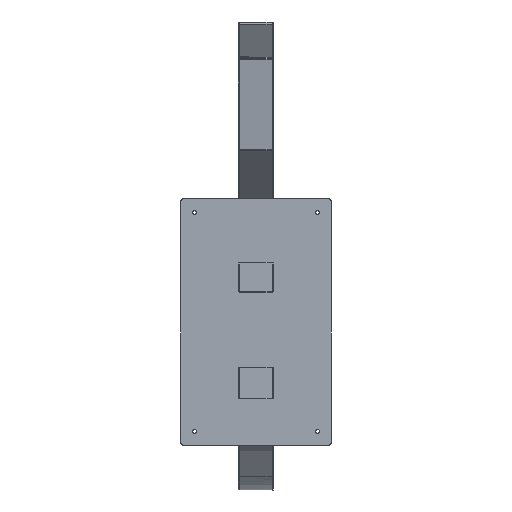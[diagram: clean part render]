
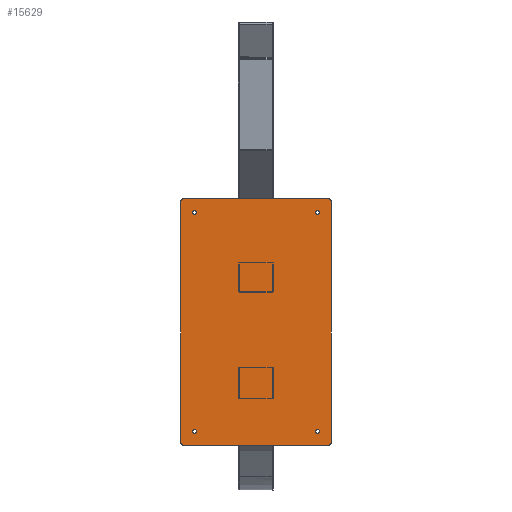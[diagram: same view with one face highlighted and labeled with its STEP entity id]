
A CAD part, front view. The second image highlights one B-rep face of the part: STEP entity #15629.
In plain terms, the highlighted free-form (B-spline) face has degree [1, 1] with [2, 2] control points.
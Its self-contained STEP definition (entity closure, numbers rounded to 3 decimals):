
#15158 = VERTEX_POINT('',#15159);
#15159 = CARTESIAN_POINT('',(156.335,-970.624,
    -619.411));
#15177 = EDGE_CURVE('',#15158,#15158,#15178,.T.);
#15178 = ( BOUNDED_CURVE() B_SPLINE_CURVE(2,(#15179,#15180,#15181,#15182
    ,#15183,#15184,#15185),.UNSPECIFIED.,.T.,.F.) 
B_SPLINE_CURVE_WITH_KNOTS((3,2,2,3),(3.142,5.236,
7.33,9.425),.PIECEWISE_BEZIER_KNOTS.) CURVE() 
GEOMETRIC_REPRESENTATION_ITEM() RATIONAL_B_SPLINE_CURVE((1.,0.5,1.,0.5,
1.,0.5,1.)) REPRESENTATION_ITEM('') );
#15179 = CARTESIAN_POINT('',(156.335,-970.624,
    -619.411));
#15180 = CARTESIAN_POINT('',(156.335,-970.624,
    -607.693));
#15181 = CARTESIAN_POINT('',(166.483,-970.624,
    -613.552));
#15182 = CARTESIAN_POINT('',(176.631,-970.624,
    -619.411));
#15183 = CARTESIAN_POINT('',(166.483,-970.624,
    -625.27));
#15184 = CARTESIAN_POINT('',(156.335,-970.624,
    -631.129));
#15185 = CARTESIAN_POINT('',(156.335,-970.624,
    -619.411));
#15210 = VERTEX_POINT('',#15211);
#15211 = CARTESIAN_POINT('',(-278.581,-970.624,
    153.772));
#15229 = EDGE_CURVE('',#15210,#15210,#15230,.T.);
#15230 = ( BOUNDED_CURVE() B_SPLINE_CURVE(2,(#15231,#15232,#15233,#15234
    ,#15235,#15236,#15237),.UNSPECIFIED.,.T.,.F.) 
B_SPLINE_CURVE_WITH_KNOTS((3,2,2,3),(3.142,5.236,
7.33,9.425),.PIECEWISE_BEZIER_KNOTS.) CURVE() 
GEOMETRIC_REPRESENTATION_ITEM() RATIONAL_B_SPLINE_CURVE((1.,0.5,1.,0.5,
1.,0.5,1.)) REPRESENTATION_ITEM('') );
#15231 = CARTESIAN_POINT('',(-278.581,-970.624,
    153.772));
#15232 = CARTESIAN_POINT('',(-278.581,-970.624,
    165.49));
#15233 = CARTESIAN_POINT('',(-268.433,-970.624,
    159.631));
#15234 = CARTESIAN_POINT('',(-258.285,-970.624,
    153.772));
#15235 = CARTESIAN_POINT('',(-268.433,-970.624,
    147.913));
#15236 = CARTESIAN_POINT('',(-278.581,-970.624,
    142.054));
#15237 = CARTESIAN_POINT('',(-278.581,-970.624,
    153.772));
#15262 = VERTEX_POINT('',#15263);
#15263 = CARTESIAN_POINT('',(156.335,-970.624,
    153.772));
#15281 = EDGE_CURVE('',#15262,#15262,#15282,.T.);
#15282 = ( BOUNDED_CURVE() B_SPLINE_CURVE(2,(#15283,#15284,#15285,#15286
    ,#15287,#15288,#15289),.UNSPECIFIED.,.T.,.F.) 
B_SPLINE_CURVE_WITH_KNOTS((3,2,2,3),(3.142,5.236,
7.33,9.425),.PIECEWISE_BEZIER_KNOTS.) CURVE() 
GEOMETRIC_REPRESENTATION_ITEM() RATIONAL_B_SPLINE_CURVE((1.,0.5,1.,0.5,
1.,0.5,1.)) REPRESENTATION_ITEM('') );
#15283 = CARTESIAN_POINT('',(156.335,-970.624,
    153.772));
#15284 = CARTESIAN_POINT('',(156.335,-970.624,
    165.49));
#15285 = CARTESIAN_POINT('',(166.483,-970.624,
    159.631));
#15286 = CARTESIAN_POINT('',(176.631,-970.624,
    153.772));
#15287 = CARTESIAN_POINT('',(166.483,-970.624,
    147.913));
#15288 = CARTESIAN_POINT('',(156.335,-970.624,
    142.054));
#15289 = CARTESIAN_POINT('',(156.335,-970.624,
    153.772));
#15314 = VERTEX_POINT('',#15315);
#15315 = CARTESIAN_POINT('',(-278.581,-970.624,
    -619.411));
#15333 = EDGE_CURVE('',#15314,#15314,#15334,.T.);
#15334 = ( BOUNDED_CURVE() B_SPLINE_CURVE(2,(#15335,#15336,#15337,#15338
    ,#15339,#15340,#15341),.UNSPECIFIED.,.T.,.F.) 
B_SPLINE_CURVE_WITH_KNOTS((3,2,2,3),(3.142,5.236,
7.33,9.425),.PIECEWISE_BEZIER_KNOTS.) CURVE() 
GEOMETRIC_REPRESENTATION_ITEM() RATIONAL_B_SPLINE_CURVE((1.,0.5,1.,0.5,
1.,0.5,1.)) REPRESENTATION_ITEM('') );
#15335 = CARTESIAN_POINT('',(-278.581,-970.624,
    -619.411));
#15336 = CARTESIAN_POINT('',(-278.581,-970.624,
    -607.693));
#15337 = CARTESIAN_POINT('',(-268.433,-970.624,
    -613.552));
#15338 = CARTESIAN_POINT('',(-258.285,-970.624,
    -619.411));
#15339 = CARTESIAN_POINT('',(-268.433,-970.624,
    -625.27));
#15340 = CARTESIAN_POINT('',(-278.581,-970.624,
    -631.129));
#15341 = CARTESIAN_POINT('',(-278.581,-970.624,
    -619.411));
#15365 = EDGE_CURVE('',#15366,#15368,#15370,.T.);
#15366 = VERTEX_POINT('',#15367);
#15367 = CARTESIAN_POINT('',(-320.139,-970.624,
    192.431));
#15368 = VERTEX_POINT('',#15369);
#15369 = CARTESIAN_POINT('',(-310.474,-970.624,
    202.096));
#15370 = ( BOUNDED_CURVE() B_SPLINE_CURVE(2,(#15371,#15372,#15373),
.UNSPECIFIED.,.F.,.F.) B_SPLINE_CURVE_WITH_KNOTS((3,3),(5.498,
7.069),.PIECEWISE_BEZIER_KNOTS.) CURVE() 
GEOMETRIC_REPRESENTATION_ITEM() RATIONAL_B_SPLINE_CURVE((1.,
0.707,1.)) REPRESENTATION_ITEM('') );
#15371 = CARTESIAN_POINT('',(-320.139,-970.624,
    192.431));
#15372 = CARTESIAN_POINT('',(-320.139,-970.624,
    202.096));
#15373 = CARTESIAN_POINT('',(-310.474,-970.624,
    202.096));
#15414 = VERTEX_POINT('',#15415);
#15415 = CARTESIAN_POINT('',(-320.139,-970.624,
    -658.07));
#15420 = EDGE_CURVE('',#15414,#15366,#15421,.T.);
#15421 = B_SPLINE_CURVE_WITH_KNOTS('',1,(#15422,#15423),.UNSPECIFIED.,
  .F.,.F.,(2,2),(10.,890.),.PIECEWISE_BEZIER_KNOTS.);
#15422 = CARTESIAN_POINT('',(-320.139,-970.624,
    -658.07));
#15423 = CARTESIAN_POINT('',(-320.139,-970.624,
    192.431));
#15498 = EDGE_CURVE('',#15499,#15414,#15501,.T.);
#15499 = VERTEX_POINT('',#15500);
#15500 = CARTESIAN_POINT('',(-310.474,-970.624,
    -667.735));
#15501 = ( BOUNDED_CURVE() B_SPLINE_CURVE(2,(#15502,#15503,#15504),
.UNSPECIFIED.,.F.,.F.) B_SPLINE_CURVE_WITH_KNOTS((3,3),(5.498,
7.069),.PIECEWISE_BEZIER_KNOTS.) CURVE() 
GEOMETRIC_REPRESENTATION_ITEM() RATIONAL_B_SPLINE_CURVE((1.,
0.707,1.)) REPRESENTATION_ITEM('') );
#15502 = CARTESIAN_POINT('',(-310.474,-970.624,
    -667.735));
#15503 = CARTESIAN_POINT('',(-320.139,-970.624,
    -667.735));
#15504 = CARTESIAN_POINT('',(-320.139,-970.624,
    -658.07));
#15526 = VERTEX_POINT('',#15527);
#15527 = CARTESIAN_POINT('',(201.759,-970.624,
    -667.735));
#15532 = EDGE_CURVE('',#15526,#15499,#15533,.T.);
#15533 = B_SPLINE_CURVE_WITH_KNOTS('',1,(#15534,#15535),.UNSPECIFIED.,
  .F.,.F.,(2,2),(10.,540.),.PIECEWISE_BEZIER_KNOTS.);
#15534 = CARTESIAN_POINT('',(201.759,-970.624,
    -667.735));
#15535 = CARTESIAN_POINT('',(-310.474,-970.624,
    -667.735));
#15545 = EDGE_CURVE('',#15546,#15526,#15548,.T.);
#15546 = VERTEX_POINT('',#15547);
#15547 = CARTESIAN_POINT('',(211.424,-970.624,
    -658.07));
#15548 = ( BOUNDED_CURVE() B_SPLINE_CURVE(2,(#15549,#15550,#15551),
.UNSPECIFIED.,.F.,.F.) B_SPLINE_CURVE_WITH_KNOTS((3,3),(5.498,
7.069),.PIECEWISE_BEZIER_KNOTS.) CURVE() 
GEOMETRIC_REPRESENTATION_ITEM() RATIONAL_B_SPLINE_CURVE((1.,
0.707,1.)) REPRESENTATION_ITEM('') );
#15549 = CARTESIAN_POINT('',(211.424,-970.624,
    -658.07));
#15550 = CARTESIAN_POINT('',(211.424,-970.624,
    -667.735));
#15551 = CARTESIAN_POINT('',(201.759,-970.624,
    -667.735));
#15573 = VERTEX_POINT('',#15574);
#15574 = CARTESIAN_POINT('',(211.424,-970.624,
    192.431));
#15579 = EDGE_CURVE('',#15573,#15546,#15580,.T.);
#15580 = B_SPLINE_CURVE_WITH_KNOTS('',1,(#15581,#15582),.UNSPECIFIED.,
  .F.,.F.,(2,2),(10.,890.),.PIECEWISE_BEZIER_KNOTS.);
#15581 = CARTESIAN_POINT('',(211.424,-970.624,
    192.431));
#15582 = CARTESIAN_POINT('',(211.424,-970.624,
    -658.07));
#15592 = EDGE_CURVE('',#15593,#15573,#15595,.T.);
#15593 = VERTEX_POINT('',#15594);
#15594 = CARTESIAN_POINT('',(201.759,-970.624,
    202.096));
#15595 = ( BOUNDED_CURVE() B_SPLINE_CURVE(2,(#15596,#15597,#15598),
.UNSPECIFIED.,.F.,.F.) B_SPLINE_CURVE_WITH_KNOTS((3,3),(5.498,
7.069),.PIECEWISE_BEZIER_KNOTS.) CURVE() 
GEOMETRIC_REPRESENTATION_ITEM() RATIONAL_B_SPLINE_CURVE((1.,
0.707,1.)) REPRESENTATION_ITEM('') );
#15596 = CARTESIAN_POINT('',(201.759,-970.624,
    202.096));
#15597 = CARTESIAN_POINT('',(211.424,-970.624,
    202.096));
#15598 = CARTESIAN_POINT('',(211.424,-970.624,
    192.431));
#15618 = EDGE_CURVE('',#15368,#15593,#15619,.T.);
#15619 = B_SPLINE_CURVE_WITH_KNOTS('',1,(#15620,#15621),.UNSPECIFIED.,
  .F.,.F.,(2,2),(10.,540.),.PIECEWISE_BEZIER_KNOTS.);
#15620 = CARTESIAN_POINT('',(-310.474,-970.624,
    202.096));
#15621 = CARTESIAN_POINT('',(201.759,-970.624,
    202.096));
#15629 = ADVANCED_FACE('',(#15630,#15640,#15643,#15646,#15649),#15652,
  .T.);
#15630 = FACE_BOUND('',#15631,.T.);
#15631 = EDGE_LOOP('',(#15632,#15633,#15634,#15635,#15636,#15637,#15638,
    #15639));
#15632 = ORIENTED_EDGE('',*,*,#15365,.F.);
#15633 = ORIENTED_EDGE('',*,*,#15420,.F.);
#15634 = ORIENTED_EDGE('',*,*,#15498,.F.);
#15635 = ORIENTED_EDGE('',*,*,#15532,.F.);
#15636 = ORIENTED_EDGE('',*,*,#15545,.F.);
#15637 = ORIENTED_EDGE('',*,*,#15579,.F.);
#15638 = ORIENTED_EDGE('',*,*,#15592,.F.);
#15639 = ORIENTED_EDGE('',*,*,#15618,.F.);
#15640 = FACE_BOUND('',#15641,.T.);
#15641 = EDGE_LOOP('',(#15642));
#15642 = ORIENTED_EDGE('',*,*,#15177,.T.);
#15643 = FACE_BOUND('',#15644,.T.);
#15644 = EDGE_LOOP('',(#15645));
#15645 = ORIENTED_EDGE('',*,*,#15229,.T.);
#15646 = FACE_BOUND('',#15647,.T.);
#15647 = EDGE_LOOP('',(#15648));
#15648 = ORIENTED_EDGE('',*,*,#15281,.T.);
#15649 = FACE_BOUND('',#15650,.T.);
#15650 = EDGE_LOOP('',(#15651));
#15651 = ORIENTED_EDGE('',*,*,#15333,.T.);
#15652 = B_SPLINE_SURFACE_WITH_KNOTS('',1,1,(
    (#15653,#15654)
    ,(#15655,#15656
  )),.UNSPECIFIED.,.F.,.F.,.F.,(2,2),(2,2),(-275.,275.),(-450.,450.),
  .PIECEWISE_BEZIER_KNOTS.);
#15653 = CARTESIAN_POINT('',(-320.139,-970.624,
    -667.735));
#15654 = CARTESIAN_POINT('',(-320.139,-970.624,
    202.096));
#15655 = CARTESIAN_POINT('',(211.424,-970.624,
    -667.735));
#15656 = CARTESIAN_POINT('',(211.424,-970.624,
    202.096));
